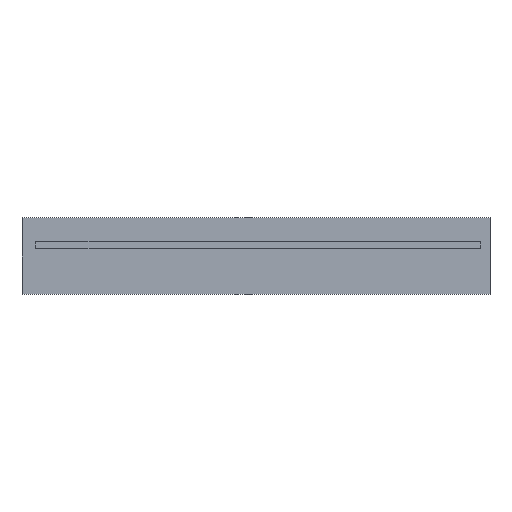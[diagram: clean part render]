
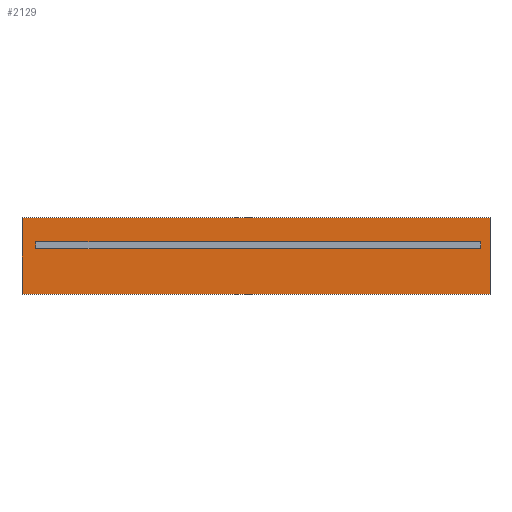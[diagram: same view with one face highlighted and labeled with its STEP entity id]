
A CAD part, top view. The second image highlights one B-rep face of the part: STEP entity #2129.
In plain terms, the highlighted planar face has unit normal (0, 0, 1).
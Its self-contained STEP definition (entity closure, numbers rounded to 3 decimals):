
#165=PLANE('',#2532);
#207=LINE('',#5528,#263);
#210=LINE('',#5534,#266);
#213=LINE('',#5540,#269);
#216=LINE('',#5544,#272);
#263=VECTOR('',#3226,10.);
#266=VECTOR('',#3231,10.);
#269=VECTOR('',#3236,10.);
#272=VECTOR('',#3241,10.);
#481=FACE_OUTER_BOUND('',#653,.T.);
#653=EDGE_LOOP('',(#1869,#1870,#1871,#1872));
#1047=VERTEX_POINT('',#5525);
#1048=VERTEX_POINT('',#5527);
#1050=VERTEX_POINT('',#5533);
#1052=VERTEX_POINT('',#5539);
#1319=EDGE_CURVE('',#1048,#1047,#207,.T.);
#1322=EDGE_CURVE('',#1050,#1048,#210,.T.);
#1325=EDGE_CURVE('',#1052,#1050,#213,.T.);
#1328=EDGE_CURVE('',#1047,#1052,#216,.T.);
#1869=ORIENTED_EDGE('',*,*,#1328,.T.);
#1870=ORIENTED_EDGE('',*,*,#1325,.T.);
#1871=ORIENTED_EDGE('',*,*,#1322,.T.);
#1872=ORIENTED_EDGE('',*,*,#1319,.T.);
#2129=ADVANCED_FACE('',(#481),#165,.T.);
#2532=AXIS2_PLACEMENT_3D('',#5545,#3242,#3243);
#3226=DIRECTION('',(-1.,0.,0.));
#3231=DIRECTION('',(0.,1.,0.));
#3236=DIRECTION('',(1.,0.,0.));
#3241=DIRECTION('',(0.,-1.,0.));
#3242=DIRECTION('center_axis',(0.,0.,1.));
#3243=DIRECTION('ref_axis',(1.,0.,0.));
#5525=CARTESIAN_POINT('',(-4.08,0.474,0.05));
#5527=CARTESIAN_POINT('',(4.,0.474,0.05));
#5528=CARTESIAN_POINT('',(4.,0.474,0.05));
#5533=CARTESIAN_POINT('',(4.,-0.85,0.05));
#5534=CARTESIAN_POINT('',(4.,-0.85,0.05));
#5539=CARTESIAN_POINT('',(-4.08,-0.85,0.05));
#5540=CARTESIAN_POINT('',(-4.08,-0.85,0.05));
#5544=CARTESIAN_POINT('',(-4.08,0.474,0.05));
#5545=CARTESIAN_POINT('Origin',(-0.04,-0.188,0.05));
